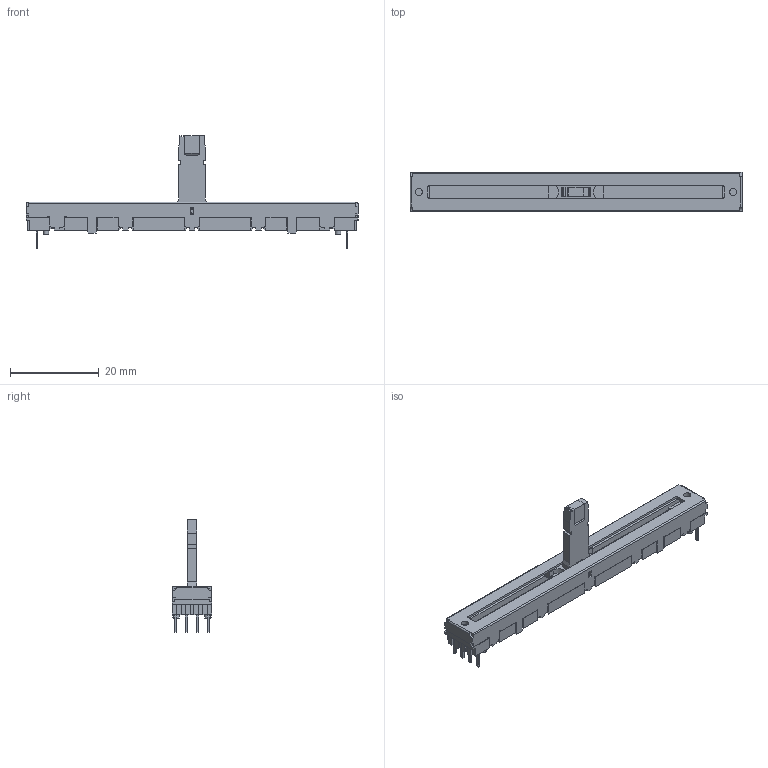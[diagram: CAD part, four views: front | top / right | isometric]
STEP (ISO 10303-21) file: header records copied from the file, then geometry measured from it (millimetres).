
FILE_DESCRIPTION((''),'2;1');
FILE_NAME('PTL60-15XX-XXXXX.stp','2019-04-08T14:43:56',('kak13012'),(''),'Autodesk Inventor 2010','Autodesk Inventor 2010','');
FILE_SCHEMA(('AUTOMOTIVE_DESIGN { 1 0 10303 214 1 1 1 1 }'));
Length unit declared in the file: millimetre
Products named in the file (1): PTL60-15XX-XXXXX
Bounding box: 75 x 9 x 25.4 mm (x, y, z)
Volume: 1948.3 mm3; surface area: 4830.5 mm2
Topology: 1 solids, 1 shells, 638 faces, 1894 edges, 1228 vertices
Faces by surface type: plane 522, bspline 75, cylinder 40, cone 1
Full cylindrical faces by diameter (mm): 1.2 x2, 1.6 x3, 2.6 x2
Entity records: 21477 total; most frequent: CARTESIAN_POINT 4179, ORIENTED_EDGE 3764, DIRECTION 3115, EDGE_CURVE 1882, VECTOR 1765, LINE 1765, VERTEX_POINT 1225, AXIS2_PLACEMENT_3D 675
